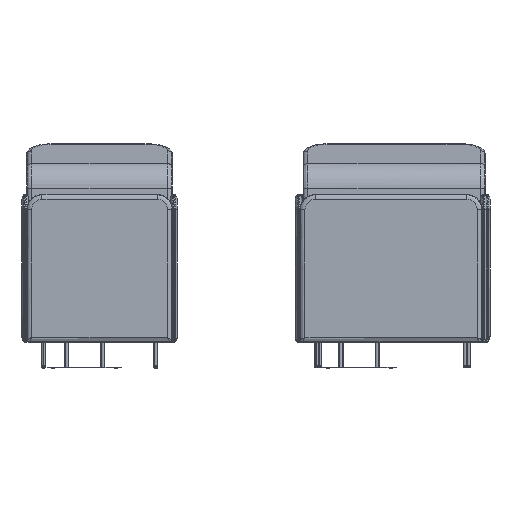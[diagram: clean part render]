
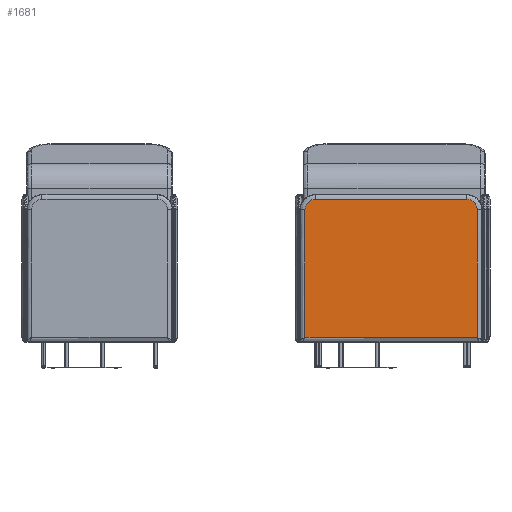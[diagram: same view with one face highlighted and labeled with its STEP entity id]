
A CAD part, front view. The second image highlights one B-rep face of the part: STEP entity #1681.
In plain terms, the highlighted face is planar.
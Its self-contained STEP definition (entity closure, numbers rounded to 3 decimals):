
#1681=ADVANCED_FACE('',(#2446),#11931,.T.);
#2446=FACE_OUTER_BOUND('',#3268,.T.);
#3268=EDGE_LOOP('',(#6059,#6060,#6061,#6062,#6063,#6064));
#6059=ORIENTED_EDGE('',*,*,#8160,.F.);
#6060=ORIENTED_EDGE('',*,*,#8150,.F.);
#6061=ORIENTED_EDGE('',*,*,#8151,.F.);
#6062=ORIENTED_EDGE('',*,*,#8152,.F.);
#6063=ORIENTED_EDGE('',*,*,#8166,.F.);
#6064=ORIENTED_EDGE('',*,*,#8149,.F.);
#8149=EDGE_CURVE('',#11023,#11024,#10097,.T.);
#8150=EDGE_CURVE('',#11026,#11025,#10098,.T.);
#8151=EDGE_CURVE('',#11027,#11026,#10099,.T.);
#8152=EDGE_CURVE('',#11028,#11027,#10100,.T.);
#8160=EDGE_CURVE('',#11025,#11023,#9339,.T.);
#8166=EDGE_CURVE('',#11024,#11028,#9342,.T.);
#9339=(
BOUNDED_CURVE()
B_SPLINE_CURVE(2,(#58437,#58438,#58439),.UNSPECIFIED.,.F.,.F.)
B_SPLINE_CURVE_WITH_KNOTS((3,3),(0.,13.352),.UNSPECIFIED.)
CURVE()
GEOMETRIC_REPRESENTATION_ITEM()
RATIONAL_B_SPLINE_CURVE((1.,0.707,1.))
REPRESENTATION_ITEM('')
);
#9342=(
BOUNDED_CURVE()
B_SPLINE_CURVE(2,(#58494,#58495,#58496),.UNSPECIFIED.,.F.,.F.)
B_SPLINE_CURVE_WITH_KNOTS((3,3),(0.,13.352),.UNSPECIFIED.)
CURVE()
GEOMETRIC_REPRESENTATION_ITEM()
RATIONAL_B_SPLINE_CURVE((1.,0.707,1.))
REPRESENTATION_ITEM('')
);
#10097=B_SPLINE_CURVE_WITH_KNOTS('',1,(#58368,#58369),.UNSPECIFIED.,.F.,
 .F.,(2,2),(-1.,0.),.UNSPECIFIED.);
#10098=B_SPLINE_CURVE_WITH_KNOTS('',1,(#58370,#58371),.UNSPECIFIED.,.F.,
 .F.,(2,2),(-1.,0.),.UNSPECIFIED.);
#10099=B_SPLINE_CURVE_WITH_KNOTS('',1,(#58372,#58373),.UNSPECIFIED.,.F.,
 .F.,(2,2),(-1.,0.),.UNSPECIFIED.);
#10100=B_SPLINE_CURVE_WITH_KNOTS('',1,(#58374,#58375),.UNSPECIFIED.,.F.,
 .F.,(2,2),(-1.,0.),.UNSPECIFIED.);
#11023=VERTEX_POINT('',#58176);
#11024=VERTEX_POINT('',#58177);
#11025=VERTEX_POINT('',#58178);
#11026=VERTEX_POINT('',#58179);
#11027=VERTEX_POINT('',#58180);
#11028=VERTEX_POINT('',#58181);
#11931=PLANE('',#13708);
#13708=AXIS2_PLACEMENT_3D('',#55919,#14301,$);
#14301=DIRECTION('',(-1.,0.,0.));
#55919=CARTESIAN_POINT('',(-3.5,3.99,71.01));
#58176=CARTESIAN_POINT('',(-3.5,118.,-62.5));
#58177=CARTESIAN_POINT('',(-3.5,118.,62.5));
#58178=CARTESIAN_POINT('',(-3.5,109.5,-71.));
#58179=CARTESIAN_POINT('',(-3.5,4.,-71.));
#58180=CARTESIAN_POINT('',(-3.5,4.,71.));
#58181=CARTESIAN_POINT('',(-3.5,109.5,71.));
#58368=CARTESIAN_POINT('',(-3.5,118.,-62.5));
#58369=CARTESIAN_POINT('',(-3.5,118.,62.5));
#58370=CARTESIAN_POINT('',(-3.5,4.,-71.));
#58371=CARTESIAN_POINT('',(-3.5,109.5,-71.));
#58372=CARTESIAN_POINT('',(-3.5,4.,71.));
#58373=CARTESIAN_POINT('',(-3.5,4.,-71.));
#58374=CARTESIAN_POINT('',(-3.5,109.5,71.));
#58375=CARTESIAN_POINT('',(-3.5,4.,71.));
#58437=CARTESIAN_POINT('',(-3.5,109.5,-71.));
#58438=CARTESIAN_POINT('',(-3.5,118.,-71.));
#58439=CARTESIAN_POINT('',(-3.5,118.,-62.5));
#58494=CARTESIAN_POINT('',(-3.5,118.,62.5));
#58495=CARTESIAN_POINT('',(-3.5,118.,71.));
#58496=CARTESIAN_POINT('',(-3.5,109.5,71.));
